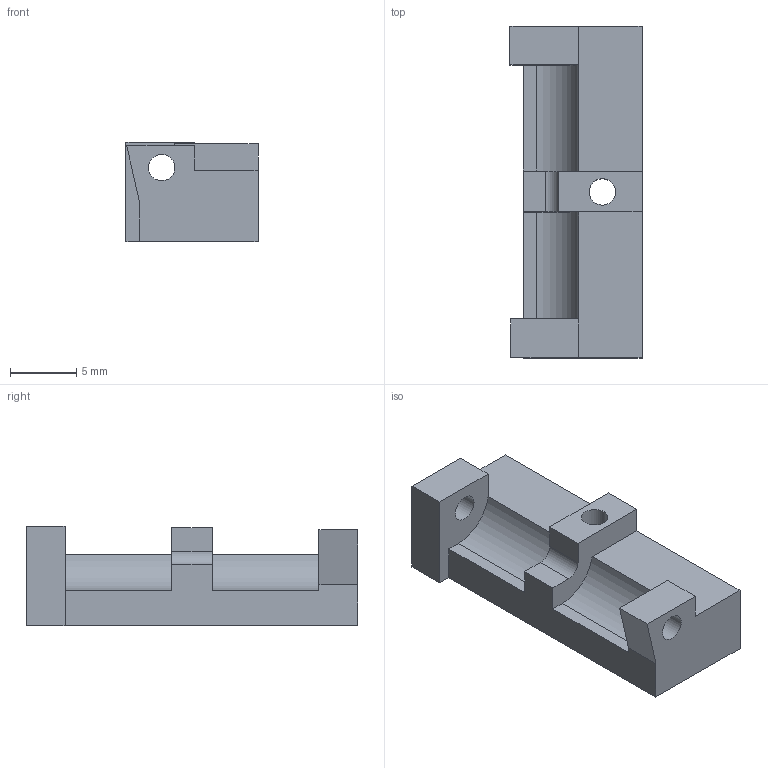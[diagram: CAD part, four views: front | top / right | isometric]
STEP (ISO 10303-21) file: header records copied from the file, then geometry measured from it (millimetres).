
FILE_DESCRIPTION(('FreeCAD Model'),'2;1');
FILE_NAME('Open CASCADE Shape Model','1974-01-01T00:00:00',(''),(''), 'Open CASCADE STEP processor 7.7','FreeCAD','Unknown');
FILE_SCHEMA(('AUTOMOTIVE_DESIGN { 1 0 10303 214 1 1 1 1 }'));
Length unit declared in the file: millimetre
Products named in the file (1): k1_toolhead_left_clamp_step
Bounding box: 10 x 25.13 x 7.5 mm (x, y, z)
Volume: 1118 mm3; surface area: 1030.3 mm2
Topology: 1 solids, 1 shells, 30 faces, 81 edges, 54 vertices
Faces by surface type: plane 23, cylinder 7
Full cylindrical faces by diameter (mm): 2 x3, 4 x1
Entity records: 960 total; most frequent: CARTESIAN_POINT 167, ORIENTED_EDGE 162, DIRECTION 156, EDGE_CURVE 81, LINE 66, VECTOR 66, VERTEX_POINT 54, AXIS2_PLACEMENT_3D 45
